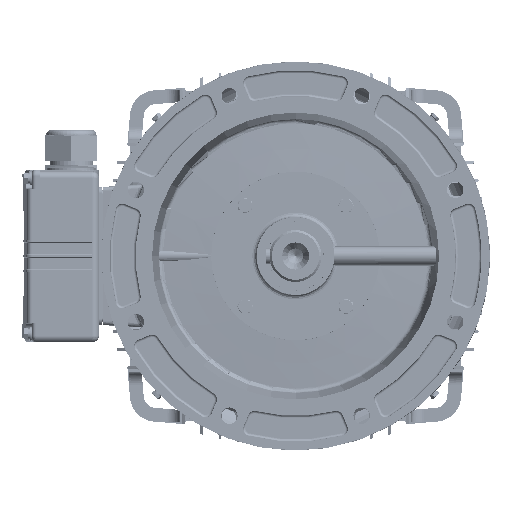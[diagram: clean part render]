
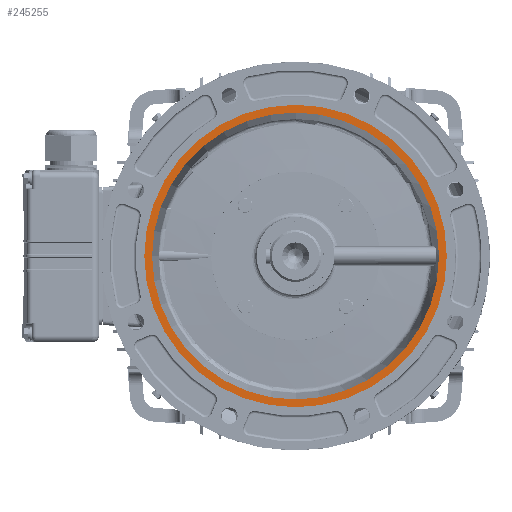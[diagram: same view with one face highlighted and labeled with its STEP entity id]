
A CAD part, left-side view. The second image highlights one B-rep face of the part: STEP entity #245255.
In plain terms, the highlighted planar face has unit normal (-1, 0, 0).
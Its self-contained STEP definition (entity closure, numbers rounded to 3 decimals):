
#6479 = CARTESIAN_POINT ( 'NONE',  ( -309.5, 0., 0. ) ) ;
#6481 = DIRECTION ( 'NONE',  ( 1., 0., 0. ) ) ;
#6483 = DIRECTION ( 'NONE',  ( 0., -1., 0. ) ) ;
#7347 = CARTESIAN_POINT ( 'NONE',  ( -309.5, 0., 0. ) ) ;
#7350 = DIRECTION ( 'NONE',  ( 1., 0., 0. ) ) ;
#7352 = DIRECTION ( 'NONE',  ( 0., -1., 0. ) ) ;
#16726 = ORIENTED_EDGE ( 'NONE', *, *, #247852, .T. ) ;
#16728 = ORIENTED_EDGE ( 'NONE', *, *, #20692, .F. ) ;
#16729 = ORIENTED_EDGE ( 'NONE', *, *, #247521, .F. ) ;
#16730 = ORIENTED_EDGE ( 'NONE', *, *, #20577, .T. ) ;
#20577 = EDGE_CURVE ( 'NONE', #249944, #249945, #21508, .T. ) ;
#20692 = EDGE_CURVE ( 'NONE', #249735, #249733, #21607, .T. ) ;
#21508 = CIRCLE ( 'NONE', #159441, 166. ) ;
#21607 = CIRCLE ( 'NONE', #143757, 175. ) ;
#28821 = CIRCLE ( 'NONE', #189307, 175. ) ;
#29018 = CIRCLE ( 'NONE', #189716, 166. ) ;
#41906 = CARTESIAN_POINT ( 'NONE',  ( -309.5, 175., 0. ) ) ;
#41909 = CARTESIAN_POINT ( 'NONE',  ( -309.5, -175., 0. ) ) ;
#42238 = CARTESIAN_POINT ( 'NONE',  ( -309.5, 166., 0. ) ) ;
#42240 = CARTESIAN_POINT ( 'NONE',  ( -309.5, -166., 0. ) ) ;
#103491 = EDGE_LOOP ( 'NONE', ( #16728, #16729 ) ) ;
#103493 = EDGE_LOOP ( 'NONE', ( #16726, #16730 ) ) ;
#131189 = CARTESIAN_POINT ( 'NONE',  ( -309.5, 0., 0. ) ) ;
#131196 = DIRECTION ( 'NONE',  ( 1., 0., 0. ) ) ;
#131197 = DIRECTION ( 'NONE',  ( 0., -1., 0. ) ) ;
#131807 = CARTESIAN_POINT ( 'NONE',  ( -309.5, 0., 0. ) ) ;
#131809 = DIRECTION ( 'NONE',  ( 1., 0., 0. ) ) ;
#131811 = DIRECTION ( 'NONE',  ( 0., -1., 0. ) ) ;
#143757 = AXIS2_PLACEMENT_3D ( 'NONE', #131807, #131809, #131811 ) ;
#159441 = AXIS2_PLACEMENT_3D ( 'NONE', #131189, #131196, #131197 ) ;
#189307 = AXIS2_PLACEMENT_3D ( 'NONE', #6479, #6481, #6483 ) ;
#189716 = AXIS2_PLACEMENT_3D ( 'NONE', #7347, #7350, #7352 ) ;
#205637 = FACE_OUTER_BOUND ( 'NONE', #103491, .T. ) ;
#205641 = FACE_BOUND ( 'NONE', #103493, .T. ) ;
#205643 = AXIS2_PLACEMENT_3D ( 'NONE', #206765, #206767, #206769 ) ;
#206763 = PLANE ( 'NONE',  #205643 ) ;
#206765 = CARTESIAN_POINT ( 'NONE',  ( -309.5, 0., 0. ) ) ;
#206767 = DIRECTION ( 'NONE',  ( -1., 0., 0. ) ) ;
#206769 = DIRECTION ( 'NONE',  ( 0., -1., 0. ) ) ;
#245255 = ADVANCED_FACE ( 'NONE', ( #205637, #205641 ), #206763, .T. ) ;
#247521 = EDGE_CURVE ( 'NONE', #249733, #249735, #28821, .T. ) ;
#247852 = EDGE_CURVE ( 'NONE', #249945, #249944, #29018, .T. ) ;
#249733 = VERTEX_POINT ( 'NONE', #41906 ) ;
#249735 = VERTEX_POINT ( 'NONE', #41909 ) ;
#249944 = VERTEX_POINT ( 'NONE', #42238 ) ;
#249945 = VERTEX_POINT ( 'NONE', #42240 ) ;
